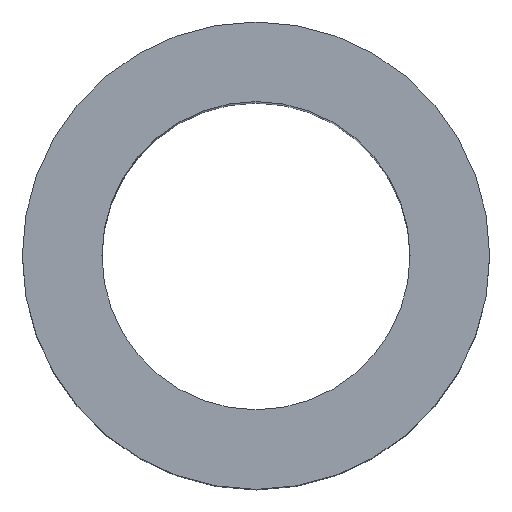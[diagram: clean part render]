
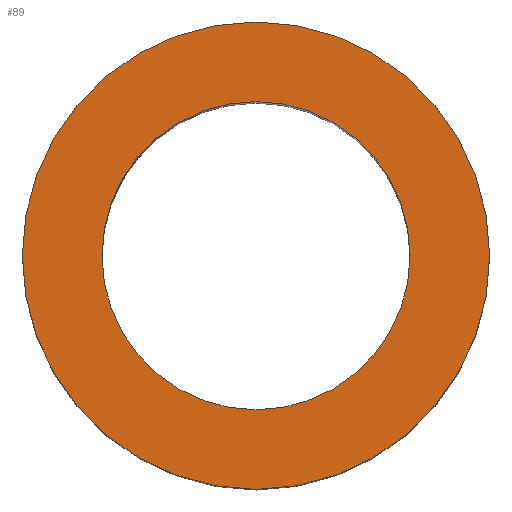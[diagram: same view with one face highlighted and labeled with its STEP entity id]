
A CAD part, top view. The second image highlights one B-rep face of the part: STEP entity #89.
In plain terms, the highlighted planar face has unit normal (0, 0, 1).
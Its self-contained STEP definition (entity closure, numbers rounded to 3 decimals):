
#45 = EDGE_CURVE ( 'NONE', #46, #52, #209, .T. ) ;
#46 = VERTEX_POINT ( 'NONE', #205 ) ;
#52 = VERTEX_POINT ( 'NONE', #198 ) ;
#88 = EDGE_CURVE ( 'NONE', #52, #46, #339, .T. ) ;
#89 = ADVANCED_FACE ( 'NONE', ( #334, #333 ), #332, .F. ) ;
#90 = EDGE_LOOP ( 'NONE', ( #91, #95 ) ) ;
#91 = ORIENTED_EDGE ( 'NONE', *, *, #92, .T. ) ;
#92 = EDGE_CURVE ( 'NONE', #180, #156, #326, .T. ) ;
#95 = ORIENTED_EDGE ( 'NONE', *, *, #154, .T. ) ;
#96 = EDGE_LOOP ( 'NONE', ( #97, #98 ) ) ;
#97 = ORIENTED_EDGE ( 'NONE', *, *, #45, .T. ) ;
#98 = ORIENTED_EDGE ( 'NONE', *, *, #88, .T. ) ;
#154 = EDGE_CURVE ( 'NONE', #156, #180, #466, .T. ) ;
#156 = VERTEX_POINT ( 'NONE', #467 ) ;
#180 = VERTEX_POINT ( 'NONE', #457 ) ;
#182 = CARTESIAN_POINT ( 'NONE',  ( 0., 0., 0. ) ) ;
#198 = CARTESIAN_POINT ( 'NONE',  ( -6.75, 0., 0. ) ) ;
#205 = CARTESIAN_POINT ( 'NONE',  ( 6.75, 0., 0. ) ) ;
#206 = DIRECTION ( 'NONE',  ( 1., 0., 0. ) ) ;
#207 = DIRECTION ( 'NONE',  ( 0., 0., 1. ) ) ;
#208 = AXIS2_PLACEMENT_3D ( 'NONE', #182, #207, #206 ) ;
#209 = CIRCLE ( 'NONE', #208, 6.75 ) ;
#323 = DIRECTION ( 'NONE',  ( 0., 1., 0. ) ) ;
#324 = DIRECTION ( 'NONE',  ( 0., 0., -1. ) ) ;
#325 = AXIS2_PLACEMENT_3D ( 'NONE', #330, #324, #323 ) ;
#326 = CIRCLE ( 'NONE', #325, 4.45 ) ;
#327 = DIRECTION ( 'NONE',  ( -1., 0., 0. ) ) ;
#328 = DIRECTION ( 'NONE',  ( 0., 0., -1. ) ) ;
#329 = AXIS2_PLACEMENT_3D ( 'NONE', #331, #328, #327 ) ;
#330 = CARTESIAN_POINT ( 'NONE',  ( 0., 0., 0. ) ) ;
#331 = CARTESIAN_POINT ( 'NONE',  ( 0., 6.75, 0. ) ) ;
#332 = PLANE ( 'NONE',  #329 ) ;
#333 = FACE_OUTER_BOUND ( 'NONE', #96, .T. ) ;
#334 = FACE_BOUND ( 'NONE', #90, .T. ) ;
#335 = DIRECTION ( 'NONE',  ( 1., 0., 0. ) ) ;
#336 = DIRECTION ( 'NONE',  ( 0., 0., 1. ) ) ;
#337 = CARTESIAN_POINT ( 'NONE',  ( 0., 0., 0. ) ) ;
#338 = AXIS2_PLACEMENT_3D ( 'NONE', #337, #336, #335 ) ;
#339 = CIRCLE ( 'NONE', #338, 6.75 ) ;
#457 = CARTESIAN_POINT ( 'NONE',  ( 0., 4.45, 0. ) ) ;
#462 = DIRECTION ( 'NONE',  ( 0., 1., 0. ) ) ;
#463 = DIRECTION ( 'NONE',  ( 0., 0., -1. ) ) ;
#464 = CARTESIAN_POINT ( 'NONE',  ( 0., 0., 0. ) ) ;
#465 = AXIS2_PLACEMENT_3D ( 'NONE', #464, #463, #462 ) ;
#466 = CIRCLE ( 'NONE', #465, 4.45 ) ;
#467 = CARTESIAN_POINT ( 'NONE',  ( 0., -4.45, 0. ) ) ;
